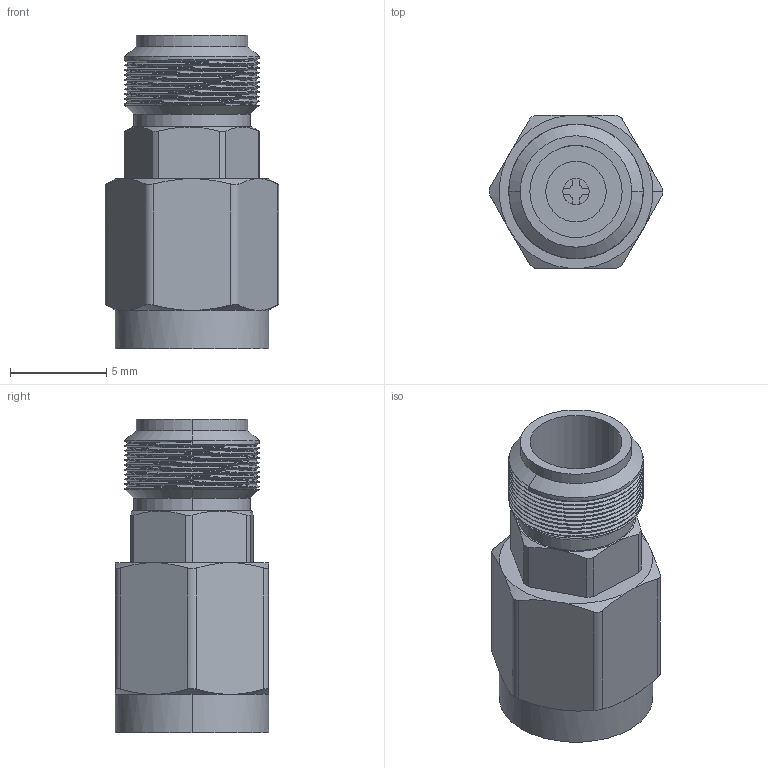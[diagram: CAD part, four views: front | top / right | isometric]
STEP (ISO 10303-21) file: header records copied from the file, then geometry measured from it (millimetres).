
FILE_DESCRIPTION (( 'STEP AP203' ), '1' );
FILE_NAME ('SCA-XX-SMSF-S9.STEP', '2021-01-11T19:48:54', ( 'Windows User' ), ( '' ), 'SwSTEP 2.0', 'SolidWorks 2020', '' );
FILE_SCHEMA (( 'CONFIG_CONTROL_DESIGN' ));
Length unit declared in the file: inch
Products named in the file (1): SCA-XX-SMSF-S9
Bounding box: 9.04 x 8 x 16.31 mm (x, y, z)
Volume: 478.8 mm3; surface area: 814.1 mm2
Topology: 1 solids, 1 shells, 160 faces, 410 edges, 260 vertices
Faces by surface type: cylinder 81, plane 44, cone 29, bspline 6
Entity records: 17704 total; most frequent: CARTESIAN_POINT 13969, ORIENTED_EDGE 820, DIRECTION 677, EDGE_CURVE 410, VERTEX_POINT 260, AXIS2_PLACEMENT_3D 258, EDGE_LOOP 168, VECTOR 161
